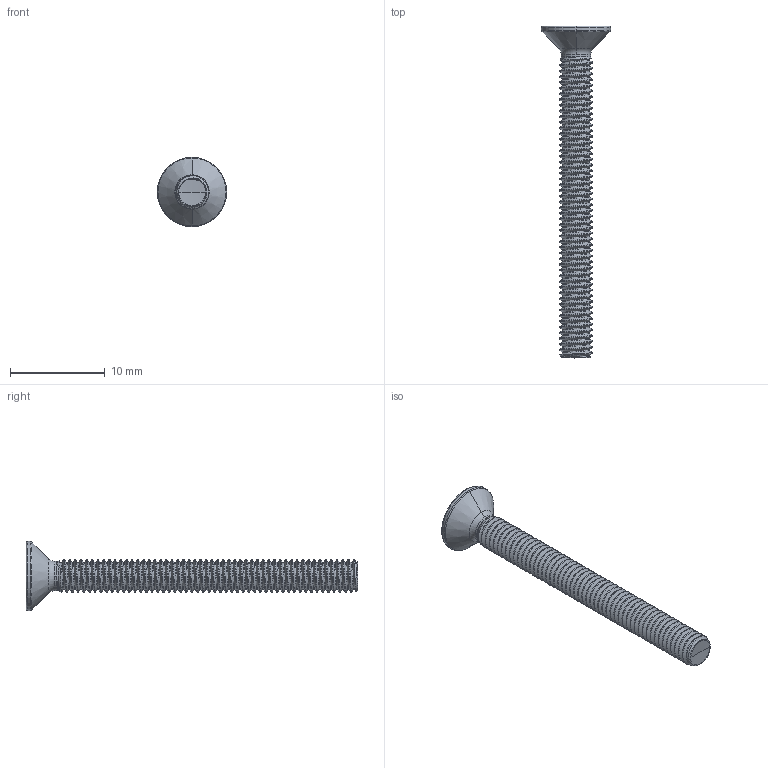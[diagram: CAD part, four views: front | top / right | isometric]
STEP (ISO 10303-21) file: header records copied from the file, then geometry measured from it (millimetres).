
FILE_DESCRIPTION (( 'STEP AP203' ), '1' );
FILE_NAME ('STM410350350.STEP', '2020-12-18T17:09:06', ( '' ), ( '' ), 'SwSTEP 2.0', 'SolidWorks 2015', '' );
FILE_SCHEMA (( 'CONFIG_CONTROL_DESIGN' ));
Length unit declared in the file: millimetre
Products named in the file (2): STM410350350
Bounding box: 7.3 x 35 x 7.3 mm (x, y, z)
Volume: 307.6 mm3; surface area: 650.8 mm2
Topology: 1 solids, 1 shells, 173 faces, 482 edges, 310 vertices
Faces by surface type: cylinder 127, bspline 18, cone 13, torus 11, sphere 2, plane 2
Entity records: 28631 total; most frequent: CARTESIAN_POINT 24864, ORIENTED_EDGE 960, DIRECTION 562, EDGE_CURVE 480, VERTEX_POINT 310, AXIS2_PLACEMENT_3D 212, EDGE_LOOP 174, ADVANCED_FACE 173
